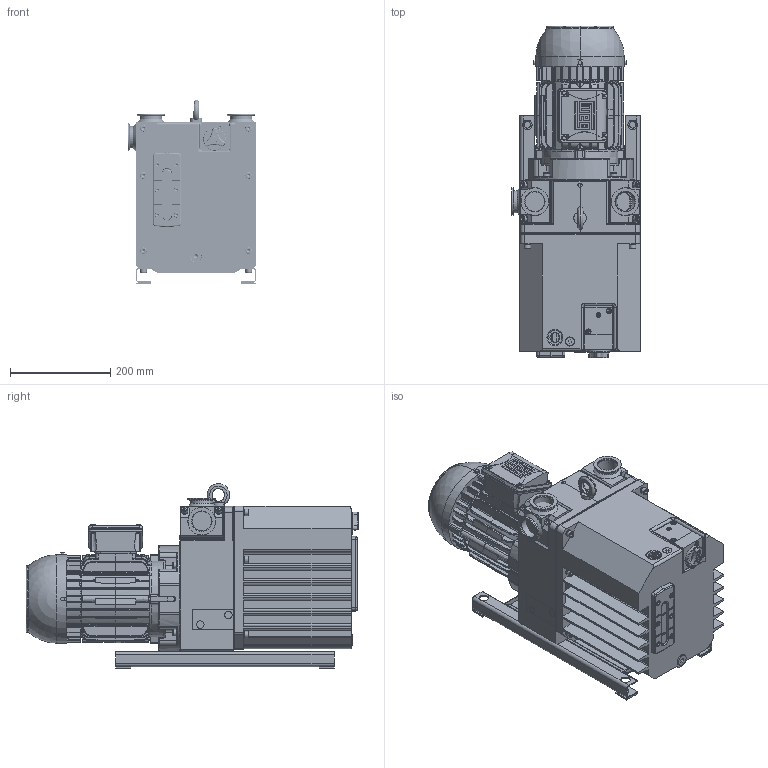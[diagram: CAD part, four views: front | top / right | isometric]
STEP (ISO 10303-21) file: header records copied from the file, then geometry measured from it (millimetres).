
FILE_DESCRIPTION(/* description */ (''),/* implementation_level */ '2;1');
FILE_NAME(/* name */ 'PK D45 642 F_Transferdok. 11000033704_A0.stp',/* time_stamp */ '2026-03-13T11:51:41+01:00',/* author */ (''),/* organization */ (''),/* preprocessor_version */ 'ST-DEVELOPER v20',/* originating_system */ 'SIEMENS PLM Software NX2412.8502',/* authorisation */ '');
FILE_SCHEMA (('AUTOMOTIVE_DESIGN { 1 0 10303 214 3 1 1 1 }'));
Products named in the file (1): 11000033704_A0 - Zeichnung
Bounding box: 256.42 x 662.56 x 368.19 mm (x, y, z)
Volume: 28911503.2 mm3; surface area: 2050086.8 mm2
Topology: 110 solids, 117 shells, 4846 faces, 11609 edges, 7259 vertices
Faces by surface type: plane 2579, cylinder 1060, bspline 504, cone 398, torus 276, sphere 29
Full cylindrical faces by diameter (mm): 1.6 x1, 1.8 x1, 2.5 x1, 3 x2, 3.2 x1, 3.242 x1, 3.571 x1, 4 x2, 4.134 x3, 4.2 x2, 4.3 x2, 4.5 x1, 4.917 x6, 5 x4, 5.5 x2, 5.7 x1, 6 x9, 6.647 x6, 6.7 x6, 6.8 x2, 7 x2, 7.3 x1, 7.8 x3, 8 x25, 8.376 x2, 8.5 x2, 8.7 x6, 9 x18, 9.188 x1, 10 x12
Entity records: 162766 total; most frequent: CARTESIAN_POINT 56820, ORIENTED_EDGE 22096, DIRECTION 19962, EDGE_CURVE 11048, VERTEX_POINT 7178, AXIS2_PLACEMENT_3D 7078, LINE 5806, VECTOR 5806
